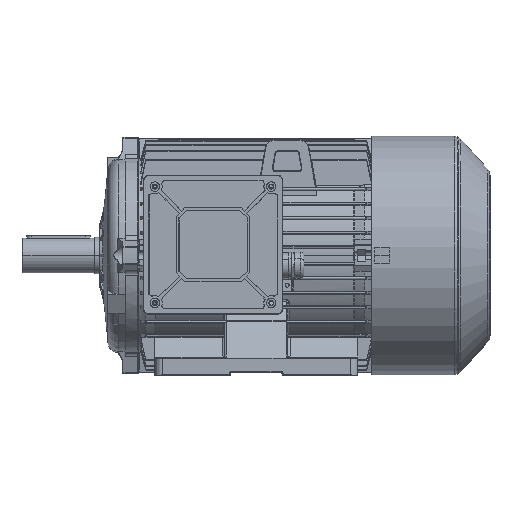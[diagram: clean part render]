
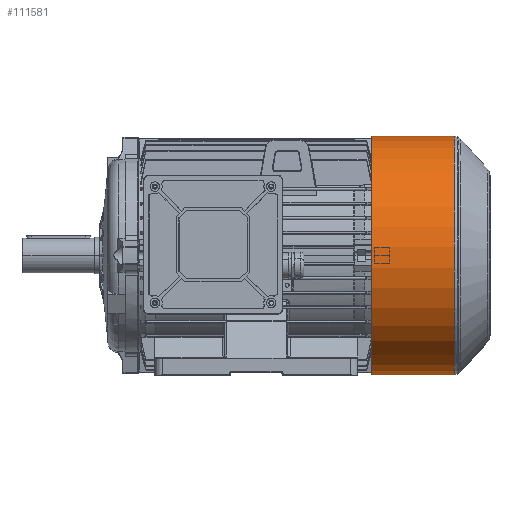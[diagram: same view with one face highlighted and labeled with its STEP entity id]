
A CAD part, top view. The second image highlights one B-rep face of the part: STEP entity #111581.
In plain terms, the highlighted cylindrical face has radius 131.5 mm (diameter 263 mm), a partial arc.
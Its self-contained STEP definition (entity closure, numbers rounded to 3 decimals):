
#16628 = DIRECTION ( 'NONE',  ( -1., 0., 0. ) ) ;
#20372 = AXIS2_PLACEMENT_3D ( 'NONE', #93147, #124859, #165965 ) ;
#25720 = CARTESIAN_POINT ( 'NONE',  ( 0., 0., -131.5 ) ) ;
#28025 = ORIENTED_EDGE ( 'NONE', *, *, #175968, .T. ) ;
#28458 = DIRECTION ( 'NONE',  ( -1., 0., 0. ) ) ;
#28797 = CYLINDRICAL_SURFACE ( 'NONE', #148386, 131.5 ) ;
#43995 = EDGE_CURVE ( 'NONE', #86301, #82845, #51803, .T. ) ;
#44621 = FACE_OUTER_BOUND ( 'NONE', #101401, .T. ) ;
#51803 = CIRCLE ( 'NONE', #102910, 131.5 ) ;
#53517 = VECTOR ( 'NONE', #90090, 1000. ) ;
#55911 = CARTESIAN_POINT ( 'NONE',  ( 0., 0., 0. ) ) ;
#62042 = LINE ( 'NONE', #119963, #53517 ) ;
#62820 = CARTESIAN_POINT ( 'NONE',  ( 90.538, 0., 131.5 ) ) ;
#74166 = EDGE_CURVE ( 'NONE', #161218, #163674, #133730, .T. ) ;
#82845 = VERTEX_POINT ( 'NONE', #105542 ) ;
#86301 = VERTEX_POINT ( 'NONE', #171685 ) ;
#90090 = DIRECTION ( 'NONE',  ( -1., 0., 0. ) ) ;
#93147 = CARTESIAN_POINT ( 'NONE',  ( 90.538, 0., 0. ) ) ;
#101401 = EDGE_LOOP ( 'NONE', ( #121699, #122442, #28025, #148983 ) ) ;
#102910 = AXIS2_PLACEMENT_3D ( 'NONE', #55911, #167141, #152235 ) ;
#103479 = DIRECTION ( 'NONE',  ( 0., 0., 1. ) ) ;
#105542 = CARTESIAN_POINT ( 'NONE',  ( 0., 0., 131.5 ) ) ;
#111581 = ADVANCED_FACE ( 'NONE', ( #44621 ), #28797, .T. ) ;
#119963 = CARTESIAN_POINT ( 'NONE',  ( 0., 0., 131.5 ) ) ;
#120233 = VECTOR ( 'NONE', #28458, 1000. ) ;
#121699 = ORIENTED_EDGE ( 'NONE', *, *, #134459, .F. ) ;
#122442 = ORIENTED_EDGE ( 'NONE', *, *, #74166, .T. ) ;
#124859 = DIRECTION ( 'NONE',  ( -1., 0., 0. ) ) ;
#128431 = LINE ( 'NONE', #25720, #120233 ) ;
#133730 = CIRCLE ( 'NONE', #20372, 131.5 ) ;
#134459 = EDGE_CURVE ( 'NONE', #161218, #86301, #128431, .T. ) ;
#148386 = AXIS2_PLACEMENT_3D ( 'NONE', #157692, #16628, #103479 ) ;
#148983 = ORIENTED_EDGE ( 'NONE', *, *, #43995, .F. ) ;
#152235 = DIRECTION ( 'NONE',  ( 0., 0., 1. ) ) ;
#157692 = CARTESIAN_POINT ( 'NONE',  ( 0., 0., 0. ) ) ;
#161218 = VERTEX_POINT ( 'NONE', #183198 ) ;
#163674 = VERTEX_POINT ( 'NONE', #62820 ) ;
#165965 = DIRECTION ( 'NONE',  ( 0., 0., -1. ) ) ;
#167141 = DIRECTION ( 'NONE',  ( -1., 0., 0. ) ) ;
#171685 = CARTESIAN_POINT ( 'NONE',  ( 0., 0., -131.5 ) ) ;
#175968 = EDGE_CURVE ( 'NONE', #163674, #82845, #62042, .T. ) ;
#183198 = CARTESIAN_POINT ( 'NONE',  ( 90.538, 0., -131.5 ) ) ;
